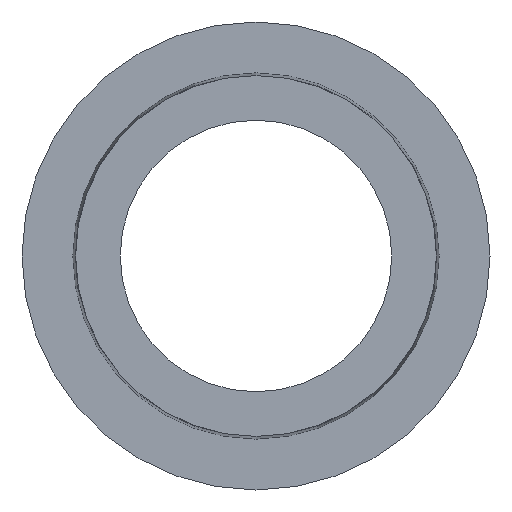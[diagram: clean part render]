
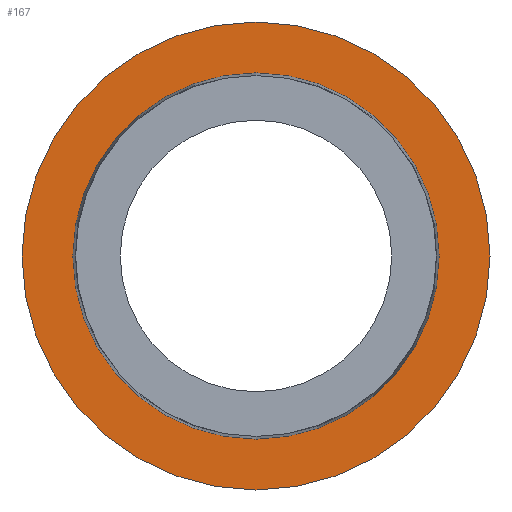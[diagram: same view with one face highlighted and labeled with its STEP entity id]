
A CAD part, left-side view. The second image highlights one B-rep face of the part: STEP entity #167.
In plain terms, the highlighted planar face has unit normal (-1, 0, 0).
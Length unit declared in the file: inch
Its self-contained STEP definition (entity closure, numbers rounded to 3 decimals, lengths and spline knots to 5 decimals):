
#21 = DIRECTION ( 'NONE',  ( 0., 0., 1. ) ) ;
#22 = DIRECTION ( 'NONE',  ( -1., 0., 0. ) ) ;
#34 = CARTESIAN_POINT ( 'NONE',  ( -0.09375, 0., 0. ) ) ;
#35 = DIRECTION ( 'NONE',  ( 0., 0., 1. ) ) ;
#36 = DIRECTION ( 'NONE',  ( -1., 0., 0. ) ) ;
#38 = DIRECTION ( 'NONE',  ( 0., 0., 1. ) ) ;
#39 = DIRECTION ( 'NONE',  ( -1., 0., 0. ) ) ;
#40 = VERTEX_POINT ( 'NONE', #132 ) ;
#44 = CARTESIAN_POINT ( 'NONE',  ( -0.09375, 0., 0. ) ) ;
#46 = VERTEX_POINT ( 'NONE', #160 ) ;
#49 = CARTESIAN_POINT ( 'NONE',  ( -0.09375, 0., 0. ) ) ;
#80 = DIRECTION ( 'NONE',  ( 0., 0., 1. ) ) ;
#81 = DIRECTION ( 'NONE',  ( -1., 0., 0. ) ) ;
#83 = CARTESIAN_POINT ( 'NONE',  ( -0.09375, 0., 0. ) ) ;
#107 = DIRECTION ( 'NONE',  ( 0., 0., 1. ) ) ;
#126 = DIRECTION ( 'NONE',  ( -1., 0., 0. ) ) ;
#132 = CARTESIAN_POINT ( 'NONE',  ( -0.09375, 0., -0.5145 ) ) ;
#135 = VERTEX_POINT ( 'NONE', #151 ) ;
#137 = PLANE ( 'NONE',  #399 ) ;
#138 = CARTESIAN_POINT ( 'NONE',  ( -0.09375, -0.5145, 0. ) ) ;
#149 = CARTESIAN_POINT ( 'NONE',  ( -0.09375, 0., 0.5145 ) ) ;
#151 = CARTESIAN_POINT ( 'NONE',  ( -0.09375, 0., -0.6575 ) ) ;
#160 = CARTESIAN_POINT ( 'NONE',  ( -0.09375, 0., 0.6575 ) ) ;
#162 = VERTEX_POINT ( 'NONE', #149 ) ;
#167 = ADVANCED_FACE ( 'NONE', ( #289, #280 ), #137, .T. ) ;
#200 = ORIENTED_EDGE ( 'NONE', *, *, #356, .T. ) ;
#206 = CIRCLE ( 'NONE', #346, 0.6575 ) ;
#234 = EDGE_LOOP ( 'NONE', ( #277, #200 ) ) ;
#248 = CIRCLE ( 'NONE', #393, 0.5145 ) ;
#267 = ORIENTED_EDGE ( 'NONE', *, *, #387, .F. ) ;
#277 = ORIENTED_EDGE ( 'NONE', *, *, #389, .T. ) ;
#280 = FACE_BOUND ( 'NONE', #283, .T. ) ;
#283 = EDGE_LOOP ( 'NONE', ( #267, #312 ) ) ;
#285 = CIRCLE ( 'NONE', #388, 0.5145 ) ;
#289 = FACE_OUTER_BOUND ( 'NONE', #234, .T. ) ;
#312 = ORIENTED_EDGE ( 'NONE', *, *, #403, .F. ) ;
#321 = CIRCLE ( 'NONE', #340, 0.6575 ) ;
#340 = AXIS2_PLACEMENT_3D ( 'NONE', #44, #36, #35 ) ;
#346 = AXIS2_PLACEMENT_3D ( 'NONE', #83, #81, #80 ) ;
#356 = EDGE_CURVE ( 'NONE', #135, #46, #206, .T. ) ;
#387 = EDGE_CURVE ( 'NONE', #40, #162, #248, .T. ) ;
#388 = AXIS2_PLACEMENT_3D ( 'NONE', #34, #22, #21 ) ;
#389 = EDGE_CURVE ( 'NONE', #46, #135, #321, .T. ) ;
#393 = AXIS2_PLACEMENT_3D ( 'NONE', #49, #39, #38 ) ;
#399 = AXIS2_PLACEMENT_3D ( 'NONE', #138, #126, #107 ) ;
#403 = EDGE_CURVE ( 'NONE', #162, #40, #285, .T. ) ;
